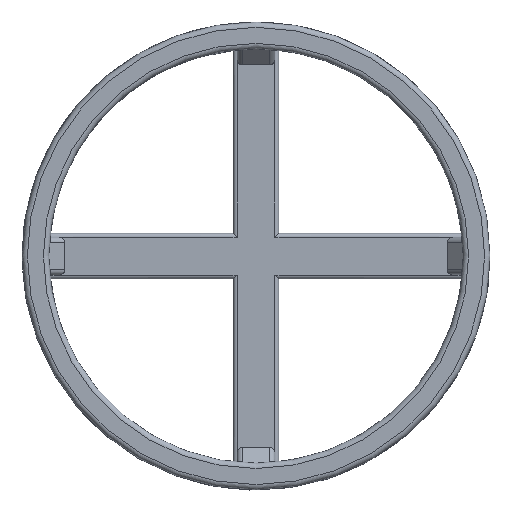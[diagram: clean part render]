
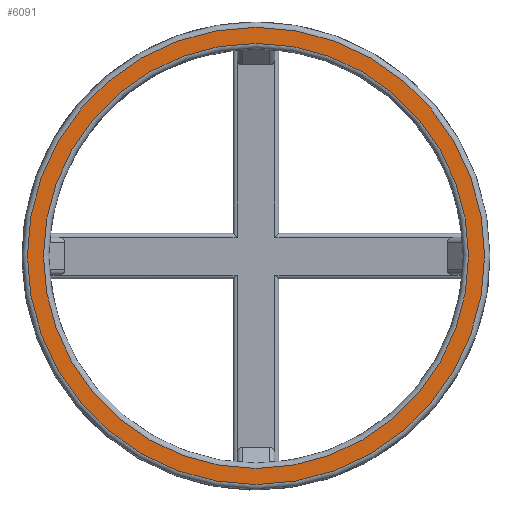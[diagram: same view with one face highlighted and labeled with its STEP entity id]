
A CAD part, top view. The second image highlights one B-rep face of the part: STEP entity #6091.
In plain terms, the highlighted planar face has unit normal (0, 0, 1).
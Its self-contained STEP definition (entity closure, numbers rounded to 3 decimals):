
#361 = TOROIDAL_SURFACE('',#362,39.75,1.);
#362 = AXIS2_PLACEMENT_3D('',#363,#364,#365);
#363 = CARTESIAN_POINT('',(0.,0.,21.));
#364 = DIRECTION('',(0.,0.,1.));
#365 = DIRECTION('',(1.,0.,-0.));
#4645 = VERTEX_POINT('',#4646);
#4646 = CARTESIAN_POINT('',(39.75,0.,22.));
#4666 = EDGE_CURVE('',#4645,#4645,#4667,.T.);
#4667 = SURFACE_CURVE('',#4668,(#4673,#4680),.PCURVE_S1.);
#4668 = CIRCLE('',#4669,39.75);
#4669 = AXIS2_PLACEMENT_3D('',#4670,#4671,#4672);
#4670 = CARTESIAN_POINT('',(0.,0.,22.));
#4671 = DIRECTION('',(0.,0.,1.));
#4672 = DIRECTION('',(1.,0.,-0.));
#4673 = PCURVE('',#361,#4674);
#4674 = DEFINITIONAL_REPRESENTATION('',(#4675),#4679);
#4675 = LINE('',#4676,#4677);
#4676 = CARTESIAN_POINT('',(0.,1.571));
#4677 = VECTOR('',#4678,1.);
#4678 = DIRECTION('',(1.,0.));
#4679 = ( GEOMETRIC_REPRESENTATION_CONTEXT(2) 
PARAMETRIC_REPRESENTATION_CONTEXT() REPRESENTATION_CONTEXT('2D SPACE',''
  ) );
#4680 = PCURVE('',#4681,#4686);
#4681 = PLANE('',#4682);
#4682 = AXIS2_PLACEMENT_3D('',#4683,#4684,#4685);
#4683 = CARTESIAN_POINT('',(0.,0.,22.)
  );
#4684 = DIRECTION('',(0.,0.,1.));
#4685 = DIRECTION('',(1.,0.,-0.));
#4686 = DEFINITIONAL_REPRESENTATION('',(#4687),#4691);
#4687 = CIRCLE('',#4688,39.75);
#4688 = AXIS2_PLACEMENT_2D('',#4689,#4690);
#4689 = CARTESIAN_POINT('',(0.,0.));
#4690 = DIRECTION('',(1.,0.));
#4691 = ( GEOMETRIC_REPRESENTATION_CONTEXT(2) 
PARAMETRIC_REPRESENTATION_CONTEXT() REPRESENTATION_CONTEXT('2D SPACE',''
  ) );
#6091 = ADVANCED_FACE('',(#6092,#6123),#4681,.T.);
#6092 = FACE_BOUND('',#6093,.T.);
#6093 = EDGE_LOOP('',(#6094));
#6094 = ORIENTED_EDGE('',*,*,#6095,.T.);
#6095 = EDGE_CURVE('',#6096,#6096,#6098,.T.);
#6096 = VERTEX_POINT('',#6097);
#6097 = CARTESIAN_POINT('',(42.75,0.,22.));
#6098 = SURFACE_CURVE('',#6099,(#6104,#6111),.PCURVE_S1.);
#6099 = CIRCLE('',#6100,42.75);
#6100 = AXIS2_PLACEMENT_3D('',#6101,#6102,#6103);
#6101 = CARTESIAN_POINT('',(0.,0.,22.));
#6102 = DIRECTION('',(0.,0.,1.));
#6103 = DIRECTION('',(1.,0.,-0.));
#6104 = PCURVE('',#4681,#6105);
#6105 = DEFINITIONAL_REPRESENTATION('',(#6106),#6110);
#6106 = CIRCLE('',#6107,42.75);
#6107 = AXIS2_PLACEMENT_2D('',#6108,#6109);
#6108 = CARTESIAN_POINT('',(0.,0.));
#6109 = DIRECTION('',(1.,0.));
#6110 = ( GEOMETRIC_REPRESENTATION_CONTEXT(2) 
PARAMETRIC_REPRESENTATION_CONTEXT() REPRESENTATION_CONTEXT('2D SPACE',''
  ) );
#6111 = PCURVE('',#6112,#6117);
#6112 = TOROIDAL_SURFACE('',#6113,42.75,1.);
#6113 = AXIS2_PLACEMENT_3D('',#6114,#6115,#6116);
#6114 = CARTESIAN_POINT('',(0.,0.,21.));
#6115 = DIRECTION('',(0.,0.,1.));
#6116 = DIRECTION('',(1.,0.,-0.));
#6117 = DEFINITIONAL_REPRESENTATION('',(#6118),#6122);
#6118 = LINE('',#6119,#6120);
#6119 = CARTESIAN_POINT('',(0.,1.571));
#6120 = VECTOR('',#6121,1.);
#6121 = DIRECTION('',(1.,0.));
#6122 = ( GEOMETRIC_REPRESENTATION_CONTEXT(2) 
PARAMETRIC_REPRESENTATION_CONTEXT() REPRESENTATION_CONTEXT('2D SPACE',''
  ) );
#6123 = FACE_BOUND('',#6124,.T.);
#6124 = EDGE_LOOP('',(#6125));
#6125 = ORIENTED_EDGE('',*,*,#4666,.F.);
